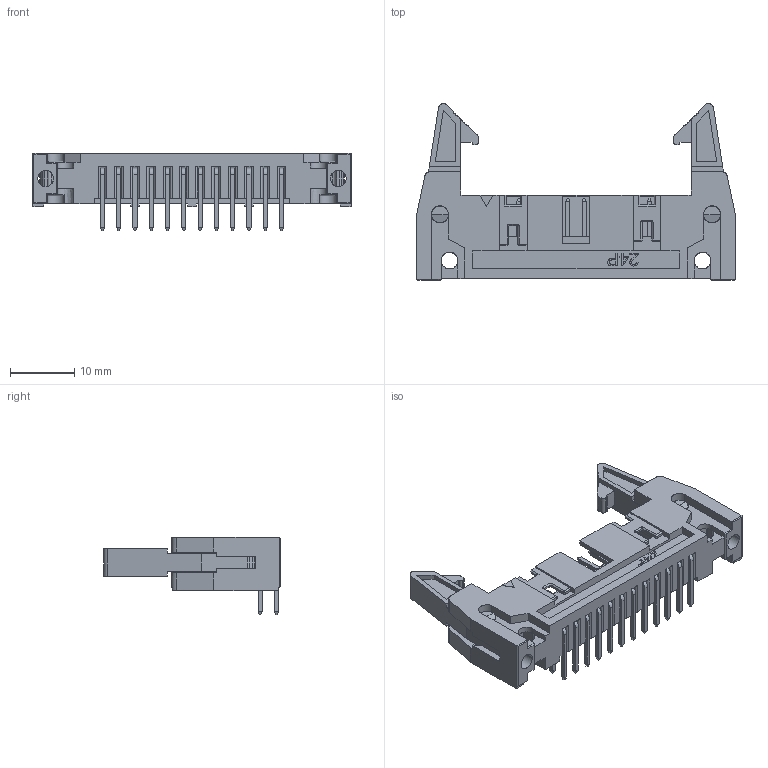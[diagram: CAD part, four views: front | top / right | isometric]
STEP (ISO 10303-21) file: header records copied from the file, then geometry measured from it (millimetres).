
FILE_DESCRIPTION( ('This file contains a STEP AP42 implementation' ,'as created by ZW3D STEP Interface translator.') ,'2;1' );
FILE_NAME( '3210-XXRXXBLX1.stp' ,'231129.151621', (''), ('ZWCAD Software Co.'), 'Version 1.0', 'ZW3D to STEP translator', '' );
FILE_SCHEMA(('AUTOMOTIVE_DESIGN { 1 0 10303 214 1 1 1 1 }'));
Length unit declared in the file: millimetre
Products named in the file (2): 0; 3210-24RXXBLA1
Bounding box: 49.68 x 27.6 x 12.13 mm (x, y, z)
Volume: 3496.8 mm3; surface area: 5878.4 mm2
Topology: 1 solids, 1 shells, 1210 faces, 3333 edges, 2130 vertices
Faces by surface type: plane 977, cylinder 134, bspline 91, cone 8
Entity records: 51890 total; most frequent: CARTESIAN_POINT 25974, ORIENTED_EDGE 6690, EDGE_CURVE 3329, B_SPLINE_CURVE_WITH_KNOTS 2847, DIRECTION 2738, VERTEX_POINT 2130, EDGE_LOOP 1255, FACE_OUTER_BOUND 1210
